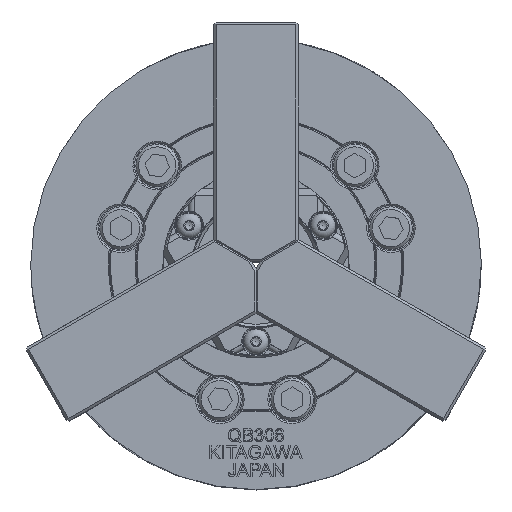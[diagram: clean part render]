
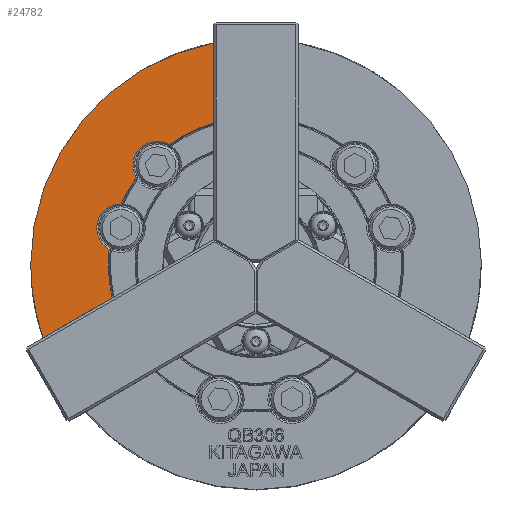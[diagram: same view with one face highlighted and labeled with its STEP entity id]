
A CAD part, top view. The second image highlights one B-rep face of the part: STEP entity #24782.
In plain terms, the highlighted planar face has unit normal (0, 0, 1).
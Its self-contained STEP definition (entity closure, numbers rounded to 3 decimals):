
#2099=LINE('',#40533,#4133);
#2142=LINE('',#40655,#4176);
#4133=VECTOR('',#29874,1000.);
#4176=VECTOR('',#29997,1000.);
#7624=ORIENTED_EDGE('',*,*,#13661,.T.);
#7625=ORIENTED_EDGE('',*,*,#14000,.T.);
#7626=ORIENTED_EDGE('',*,*,#13787,.T.);
#7627=ORIENTED_EDGE('',*,*,#13977,.T.);
#7628=ORIENTED_EDGE('',*,*,#13755,.T.);
#7629=ORIENTED_EDGE('',*,*,#13990,.T.);
#7630=ORIENTED_EDGE('',*,*,#13729,.F.);
#7631=ORIENTED_EDGE('',*,*,#14015,.F.);
#13661=EDGE_CURVE('',#17013,#17012,#2099,.T.);
#13729=EDGE_CURVE('',#17051,#17052,#2142,.T.);
#13755=EDGE_CURVE('',#17067,#17069,#18905,.T.);
#13787=EDGE_CURVE('',#17099,#17101,#18921,.T.);
#13977=EDGE_CURVE('',#17101,#17067,#19013,.T.);
#13990=EDGE_CURVE('',#17069,#17052,#19026,.T.);
#14000=EDGE_CURVE('',#17012,#17099,#19034,.T.);
#14015=EDGE_CURVE('',#17013,#17051,#19049,.T.);
#17012=VERTEX_POINT('',#40532);
#17013=VERTEX_POINT('',#40534);
#17051=VERTEX_POINT('',#40654);
#17052=VERTEX_POINT('',#40656);
#17067=VERTEX_POINT('',#40716);
#17069=VERTEX_POINT('',#40723);
#17099=VERTEX_POINT('',#40836);
#17101=VERTEX_POINT('',#40843);
#18905=CIRCLE('',#26401,9.1);
#18921=CIRCLE('',#26425,9.1);
#19013=CIRCLE('',#26572,55.4);
#19026=CIRCLE('',#26594,55.4);
#19034=CIRCLE('',#26610,55.4);
#19049=CIRCLE('',#26636,84.5);
#20159=EDGE_LOOP('',(#7624,#7625,#7626,#7627,#7628,#7629,#7630,#7631));
#22089=FACE_BOUND('',#20159,.T.);
#23756=PLANE('',#26635);
#24782=ADVANCED_FACE('',(#22089),#23756,.F.);
#26401=AXIS2_PLACEMENT_3D('',#40724,#30048,#30049);
#26425=AXIS2_PLACEMENT_3D('',#40844,#30096,#30097);
#26572=AXIS2_PLACEMENT_3D('',#41516,#30396,#30397);
#26594=AXIS2_PLACEMENT_3D('',#41538,#30440,#30441);
#26610=AXIS2_PLACEMENT_3D('',#41557,#30474,#30475);
#26635=AXIS2_PLACEMENT_3D('',#41583,#30524,#30525);
#26636=AXIS2_PLACEMENT_3D('',#41584,#30526,#30527);
#29874=DIRECTION('',(0.866,0.5,0.));
#29997=DIRECTION('',(0.,-1.,0.));
#30048=DIRECTION('',(0.,0.,-1.));
#30049=DIRECTION('',(-1.,0.,0.));
#30096=DIRECTION('',(0.,0.,-1.));
#30097=DIRECTION('',(-1.,0.,0.));
#30396=DIRECTION('',(0.,0.,-1.));
#30397=DIRECTION('',(-1.,0.,0.));
#30440=DIRECTION('',(0.,0.,-1.));
#30441=DIRECTION('',(-1.,0.,0.));
#30474=DIRECTION('',(0.,0.,-1.));
#30475=DIRECTION('',(-1.,0.,0.));
#30524=DIRECTION('',(0.,0.,-1.));
#30525=DIRECTION('',(-1.,0.,0.));
#30526=DIRECTION('',(0.,0.,-1.));
#30527=DIRECTION('',(-1.,0.,0.));
#40532=CARTESIAN_POINT('',(-53.812,-13.17,0.));
#40533=CARTESIAN_POINT('',(-103.013,-41.577,0.));
#40534=CARTESIAN_POINT('',(-79.687,-28.11,0.));
#40654=CARTESIAN_POINT('',(-15.5,83.066,0.));
#40655=CARTESIAN_POINT('',(-15.5,110.,0.));
#40656=CARTESIAN_POINT('',(-15.5,53.187,0.));
#40716=CARTESIAN_POINT('',(-44.901,32.451,0.));
#40723=CARTESIAN_POINT('',(-32.451,44.901,0.));
#40724=CARTESIAN_POINT('',(-37.045,37.045,0.));
#40836=CARTESIAN_POINT('',(-55.111,5.653,0.));
#40843=CARTESIAN_POINT('',(-50.554,22.659,0.));
#40844=CARTESIAN_POINT('',(-50.605,13.56,0.));
#41516=CARTESIAN_POINT('',(0.,0.,0.));
#41538=CARTESIAN_POINT('',(0.,0.,0.));
#41557=CARTESIAN_POINT('',(0.,0.,0.));
#41583=CARTESIAN_POINT('',(35.,0.,0.));
#41584=CARTESIAN_POINT('',(0.,0.,0.));
